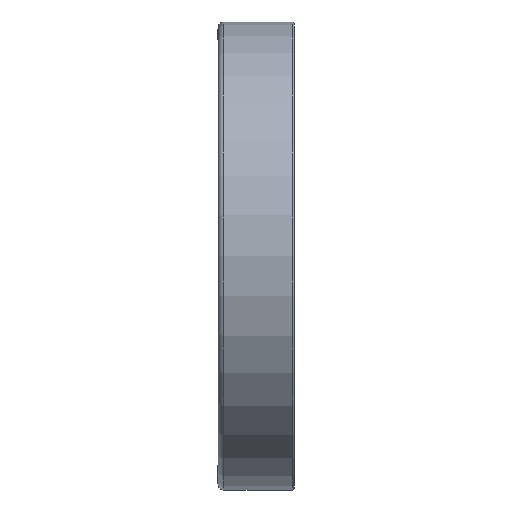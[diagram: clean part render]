
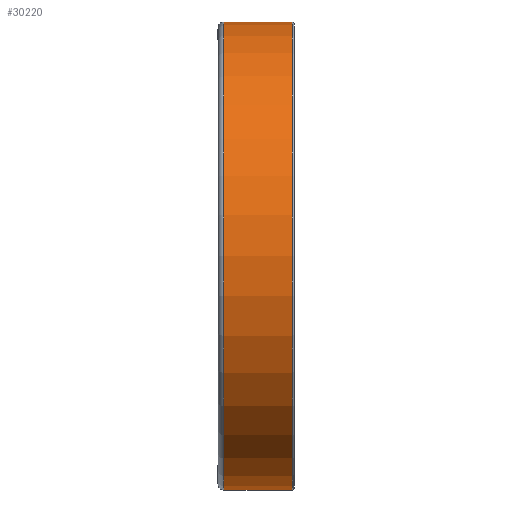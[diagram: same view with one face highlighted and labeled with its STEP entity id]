
A CAD part, top view. The second image highlights one B-rep face of the part: STEP entity #30220.
In plain terms, the highlighted cylindrical face has radius 40 mm (diameter 80 mm), a partial arc.
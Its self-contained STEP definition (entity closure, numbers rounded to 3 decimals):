
#20743=DIRECTION('',(-1.,0.,0.));
#20744=VECTOR('',#20743,11.7);
#20745=CARTESIAN_POINT('',(6.2,40.,0.));
#20746=LINE('',#20745,#20744);
#20750=DIRECTION('',(-1.,0.,0.));
#20751=VECTOR('',#20750,11.7);
#20752=CARTESIAN_POINT('',(6.2,-40.,0.));
#20753=LINE('',#20752,#20751);
#20765=CARTESIAN_POINT('',(6.2,0.,0.));
#20766=DIRECTION('',(1.,0.,0.));
#20767=DIRECTION('',(0.,1.,0.));
#20768=AXIS2_PLACEMENT_3D('',#20765,#20766,#20767);
#20773=CARTESIAN_POINT('',(-5.5,0.,0.));
#20774=DIRECTION('',(1.,0.,0.));
#20775=DIRECTION('',(0.,1.,0.));
#20776=AXIS2_PLACEMENT_3D('',#20773,#20774,#20775);
#27336=CARTESIAN_POINT('',(6.2,40.,0.));
#27337=CARTESIAN_POINT('',(-5.5,40.,0.));
#27338=VERTEX_POINT('',#27336);
#27339=VERTEX_POINT('',#27337);
#27348=CARTESIAN_POINT('',(6.2,-40.,0.));
#27349=CARTESIAN_POINT('',(-5.5,-40.,0.));
#27350=VERTEX_POINT('',#27348);
#27351=VERTEX_POINT('',#27349);
#30208=CARTESIAN_POINT('',(-7.15,0.,0.));
#30209=DIRECTION('',(1.,0.,0.));
#30210=DIRECTION('',(0.,-1.,0.));
#30211=AXIS2_PLACEMENT_3D('',#30208,#30209,#30210);
#30212=CYLINDRICAL_SURFACE('',#30211,40.);
#30213=ORIENTED_EDGE('',*,*,#30198,.F.);
#30214=ORIENTED_EDGE('',*,*,#30175,.T.);
#30215=ORIENTED_EDGE('',*,*,#30202,.T.);
#30217=ORIENTED_EDGE('',*,*,#30216,.F.);
#30218=EDGE_LOOP('',(#30213,#30214,#30215,#30217));
#30219=FACE_OUTER_BOUND('',#30218,.F.);
#20769=CIRCLE('',#20768,40.);
#20777=CIRCLE('',#20776,40.);
#30175=EDGE_CURVE('',#27338,#27350,#20769,.T.);
#30198=EDGE_CURVE('',#27338,#27339,#20746,.T.);
#30202=EDGE_CURVE('',#27350,#27351,#20753,.T.);
#30216=EDGE_CURVE('',#27339,#27351,#20777,.T.);
#30220=ADVANCED_FACE('',(#30219),#30212,.T.);
